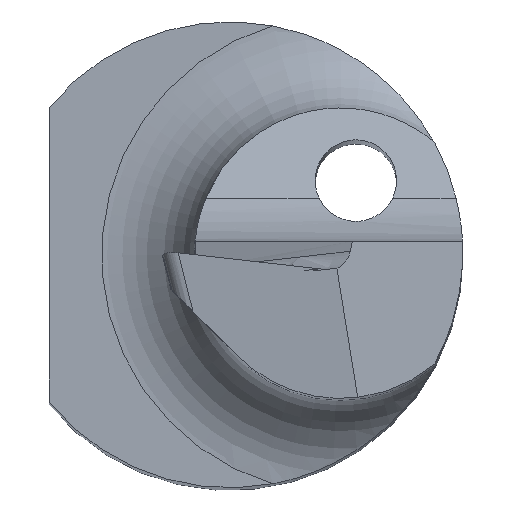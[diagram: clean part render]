
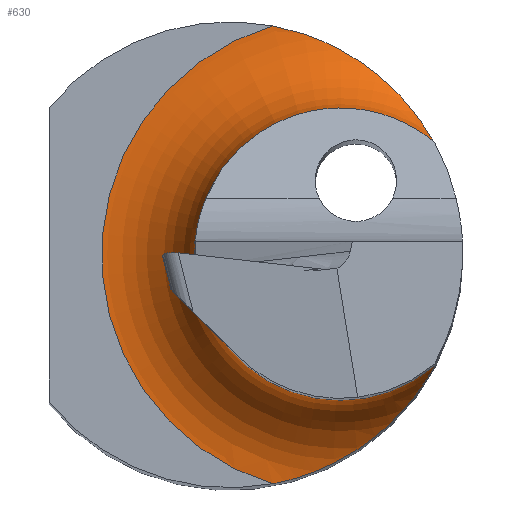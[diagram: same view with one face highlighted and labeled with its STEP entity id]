
A CAD part, top view. The second image highlights one B-rep face of the part: STEP entity #630.
In plain terms, the highlighted toroidal (fillet/blend) face has major radius 2.05 mm and minor radius 0.8 mm.
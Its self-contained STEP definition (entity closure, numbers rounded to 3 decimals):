
#2 = CARTESIAN_POINT ( 'NONE',  ( 1.758, 0.954, 14.46 ) ) ;
#24 = AXIS2_PLACEMENT_3D ( 'NONE', #261, #717, #453 ) ;
#25 = EDGE_CURVE ( 'NONE', #30, #484, #280, .T. ) ;
#30 = VERTEX_POINT ( 'NONE', #405 ) ;
#37 = B_SPLINE_CURVE_WITH_KNOTS ( 'NONE', 3,
 ( #442, #580, #429, #299, #210, #695, #488, #634, #566, #410, #2, #821 ),
 .UNSPECIFIED., .F., .F.,
 ( 4, 2, 2, 2, 2, 4 ),
 ( 0., 0.001, 0.001, 0.002, 0.002, 0.002 ),
 .UNSPECIFIED. ) ;
#69 = CARTESIAN_POINT ( 'NONE',  ( 1.156, -1.641, 13.851 ) ) ;
#72 = CARTESIAN_POINT ( 'NONE',  ( 0.703, -1.88, 13.76 ) ) ;
#80 = AXIS2_PLACEMENT_3D ( 'NONE', #513, #166, #448 ) ;
#124 = CARTESIAN_POINT ( 'NONE',  ( 1.013, -1.733, 13.812 ) ) ;
#133 = VERTEX_POINT ( 'NONE', #464 ) ;
#138 = ORIENTED_EDGE ( 'NONE', *, *, #681, .F. ) ;
#144 = DIRECTION ( 'NONE',  ( 0., 0., -1. ) ) ;
#152 = ORIENTED_EDGE ( 'NONE', *, *, #25, .F. ) ;
#166 = DIRECTION ( 'NONE',  ( 0., 0., 1. ) ) ;
#210 = CARTESIAN_POINT ( 'NONE',  ( 1.156, 1.64, 13.851 ) ) ;
#219 = CARTESIAN_POINT ( 'NONE',  ( 0.95, 0., 13.749 ) ) ;
#251 = EDGE_CURVE ( 'NONE', #484, #823, #437, .T. ) ;
#261 = CARTESIAN_POINT ( 'NONE',  ( 0.95, 0., 14.549 ) ) ;
#271 = CARTESIAN_POINT ( 'NONE',  ( 0.54, -1.934, 13.749 ) ) ;
#280 = B_SPLINE_CURVE_WITH_KNOTS ( 'NONE', 3,
 ( #682, #545, #863, #530, #679, #346, #468, #69, #124, #72, #271, #540 ),
 .UNSPECIFIED., .F., .F.,
 ( 4, 2, 2, 2, 2, 4 ),
 ( 0., 0., 0.001, 0.001, 0.002, 0.002 ),
 .UNSPECIFIED. ) ;
#299 = CARTESIAN_POINT ( 'NONE',  ( 1.013, 1.733, 13.812 ) ) ;
#307 = CARTESIAN_POINT ( 'NONE',  ( 0.368, -1.966, 13.749 ) ) ;
#346 = CARTESIAN_POINT ( 'NONE',  ( 1.515, -1.314, 14.037 ) ) ;
#405 = CARTESIAN_POINT ( 'NONE',  ( 1.758, -0.954, 14.549 ) ) ;
#410 = CARTESIAN_POINT ( 'NONE',  ( 1.738, 0.991, 14.379 ) ) ;
#429 = CARTESIAN_POINT ( 'NONE',  ( 0.703, 1.88, 13.76 ) ) ;
#437 = CIRCLE ( 'NONE', #474, 2.05 ) ;
#442 = CARTESIAN_POINT ( 'NONE',  ( 0.368, 1.966, 13.749 ) ) ;
#448 = DIRECTION ( 'NONE',  ( 1., 0., 0. ) ) ;
#453 = DIRECTION ( 'NONE',  ( 1., 0., 0. ) ) ;
#460 = EDGE_LOOP ( 'NONE', ( #770, #537, #152, #138 ) ) ;
#464 = CARTESIAN_POINT ( 'NONE',  ( 1.758, 0.954, 14.549 ) ) ;
#468 = CARTESIAN_POINT ( 'NONE',  ( 1.408, -1.43, 13.965 ) ) ;
#474 = AXIS2_PLACEMENT_3D ( 'NONE', #219, #144, #504 ) ;
#475 = CIRCLE ( 'NONE', #80, 1.25 ) ;
#484 = VERTEX_POINT ( 'NONE', #307 ) ;
#488 = CARTESIAN_POINT ( 'NONE',  ( 1.515, 1.313, 14.037 ) ) ;
#504 = DIRECTION ( 'NONE',  ( 1., 0., 0. ) ) ;
#505 = EDGE_CURVE ( 'NONE', #823, #133, #37, .T. ) ;
#513 = CARTESIAN_POINT ( 'NONE',  ( 0.95, 0., 14.549 ) ) ;
#530 = CARTESIAN_POINT ( 'NONE',  ( 1.681, -1.085, 14.243 ) ) ;
#537 = ORIENTED_EDGE ( 'NONE', *, *, #251, .F. ) ;
#540 = CARTESIAN_POINT ( 'NONE',  ( 0.368, -1.966, 13.749 ) ) ;
#545 = CARTESIAN_POINT ( 'NONE',  ( 1.758, -0.954, 14.46 ) ) ;
#566 = CARTESIAN_POINT ( 'NONE',  ( 1.681, 1.085, 14.243 ) ) ;
#580 = CARTESIAN_POINT ( 'NONE',  ( 0.54, 1.934, 13.749 ) ) ;
#602 = FACE_OUTER_BOUND ( 'NONE', #460, .T. ) ;
#630 = ADVANCED_FACE ( 'NONE', ( #602 ), #787, .F. ) ;
#634 = CARTESIAN_POINT ( 'NONE',  ( 1.644, 1.142, 14.186 ) ) ;
#679 = CARTESIAN_POINT ( 'NONE',  ( 1.644, -1.141, 14.187 ) ) ;
#681 = EDGE_CURVE ( 'NONE', #133, #30, #475, .T. ) ;
#682 = CARTESIAN_POINT ( 'NONE',  ( 1.758, -0.954, 14.549 ) ) ;
#695 = CARTESIAN_POINT ( 'NONE',  ( 1.406, 1.431, 13.964 ) ) ;
#717 = DIRECTION ( 'NONE',  ( 0., 0., 1. ) ) ;
#735 = CARTESIAN_POINT ( 'NONE',  ( 0.368, 1.966, 13.749 ) ) ;
#770 = ORIENTED_EDGE ( 'NONE', *, *, #505, .F. ) ;
#787 = TOROIDAL_SURFACE ( 'NONE', #24, 2.05, 0.8 ) ;
#821 = CARTESIAN_POINT ( 'NONE',  ( 1.758, 0.954, 14.549 ) ) ;
#823 = VERTEX_POINT ( 'NONE', #735 ) ;
#863 = CARTESIAN_POINT ( 'NONE',  ( 1.738, -0.991, 14.379 ) ) ;
